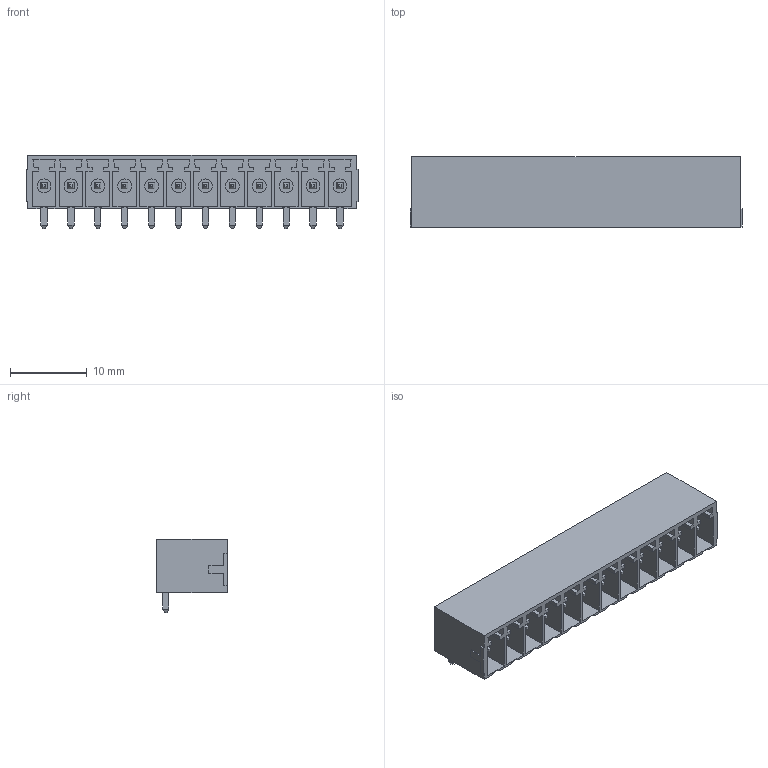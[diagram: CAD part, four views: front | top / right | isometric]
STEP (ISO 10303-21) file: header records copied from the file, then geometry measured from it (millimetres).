
FILE_DESCRIPTION(/* description */ ('Unknown'),/* implementation_level */ '2;1');
FILE_NAME(/* name */ '691701110012B',/* time_stamp */ '2023-12-13T17:11:21+01:00',/* author */ ('Unknown'),/* organization */ ('Unknown'),/* preprocessor_version */ 'ST-DEVELOPER v18.102',/* originating_system */ 'Solid Edge',/* authorisation */ 'Unknown');
FILE_SCHEMA (('AUTOMOTIVE_DESIGN {1 0 10303 214 3 1 1}'));
Length unit declared in the file: millimetre
Products named in the file (3): 6917011100xxB; 691701100012B; 6917011100xxB_PIN
Assembly tree (13 placements, depth 2):
  6917011100xxB
    691701100012B
    6917011100xxB_PIN  x12
Bounding box: 43.2 x 9.2 x 9.6 mm (x, y, z)
Volume: 1353.7 mm3; surface area: 3927.9 mm2
Topology: 13 solids, 13 shells, 754 faces, 1992 edges, 1300 vertices
Faces by surface type: plane 694, cylinder 60
Full cylindrical faces by diameter (mm): 1.25 x12, 1.8 x12
Entity records: 17456 total; most frequent: CARTESIAN_POINT 3086, ORIENTED_EDGE 3008, DIRECTION 2756, EDGE_CURVE 1504, LINE 1392, VECTOR 1392, VERTEX_POINT 1012, AXIS2_PLACEMENT_3D 682
